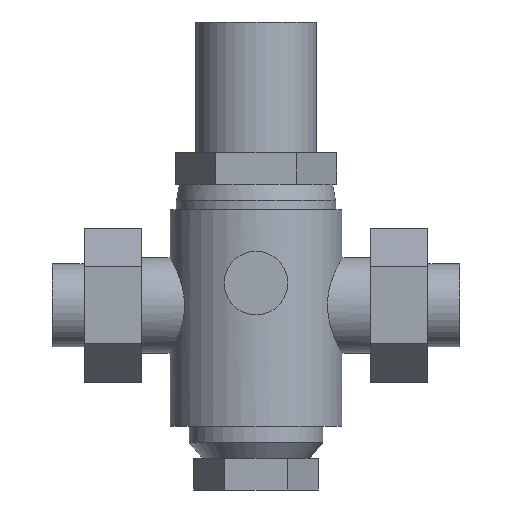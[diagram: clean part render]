
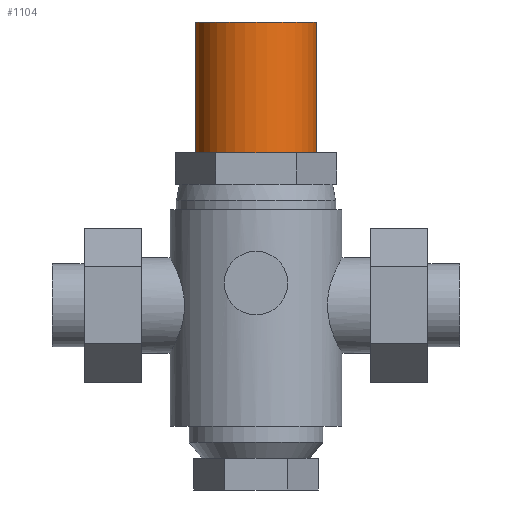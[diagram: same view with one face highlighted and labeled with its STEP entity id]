
A CAD part, front view. The second image highlights one B-rep face of the part: STEP entity #1104.
In plain terms, the highlighted cylindrical face has radius 19 mm (diameter 38 mm), a partial arc.
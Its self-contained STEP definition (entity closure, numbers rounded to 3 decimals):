
#494=VERTEX_POINT('',#1314);
#586=VERTEX_POINT('',#1418);
#604=VERTEX_POINT('',#1436);
#636=VERTEX_POINT('',#1478);
#638=EDGE_CURVE('',#604,#494,#1480,.T.);
#774=EDGE_CURVE('',#586,#636,#1635,.T.);
#818=EDGE_CURVE('',#604,#636,#1681,.T.);
#856=EDGE_CURVE('',#586,#494,#1724,.T.);
#1104=ADVANCED_FACE('',(#2000),#2001,.T.);
#1314=CARTESIAN_POINT('',(-19.0,0.,48.0));
#1418=CARTESIAN_POINT('',(19.0,0.0,48.0));
#1436=CARTESIAN_POINT('',(-19.0,0.,89.0));
#1478=CARTESIAN_POINT('',(19.0,0.0,89.0));
#1480=LINE('',#2521,#2522);
#1635=LINE('',#2771,#2772);
#1681=CIRCLE('',#2859,19.0);
#1724=CIRCLE('',#2918,19.0);
#2000=FACE_OUTER_BOUND('',#3408,.T.);
#2001=CYLINDRICAL_SURFACE('',#3409,19.0);
#2521=CARTESIAN_POINT('',(-19.0,0.,58.5));
#2522=VECTOR('',#3906,1.0);
#2771=CARTESIAN_POINT('',(19.0,0.,58.5));
#2772=VECTOR('',#4100,1.0);
#2859=AXIS2_PLACEMENT_3D('',#4140,#4141,#4142);
#2918=AXIS2_PLACEMENT_3D('',#4197,#4198,#4199);
#3408=EDGE_LOOP('',(#4520,#4521,#4522,#4523));
#3409=AXIS2_PLACEMENT_3D('',#4524,#4525,#4526);
#3906=DIRECTION('',(0.0,0.0,-1.0));
#4100=DIRECTION('',(0.0,0.0,1.0));
#4140=CARTESIAN_POINT('',(0.0,0.0,89.0));
#4141=DIRECTION('',(0.0,0.0,1.0));
#4142=DIRECTION('',(1.0,0.0,0.0));
#4197=CARTESIAN_POINT('',(0.0,0.0,48.0));
#4198=DIRECTION('',(0.0,0.0,-1.0));
#4199=DIRECTION('',(1.0,0.0,0.0));
#4520=ORIENTED_EDGE('',*,*,#774,.T.);
#4521=ORIENTED_EDGE('',*,*,#818,.F.);
#4522=ORIENTED_EDGE('',*,*,#638,.T.);
#4523=ORIENTED_EDGE('',*,*,#856,.F.);
#4524=CARTESIAN_POINT('',(0.0,0.0,58.5));
#4525=DIRECTION('',(0.0,0.0,-1.0));
#4526=DIRECTION('',(1.0,0.0,0.0));
